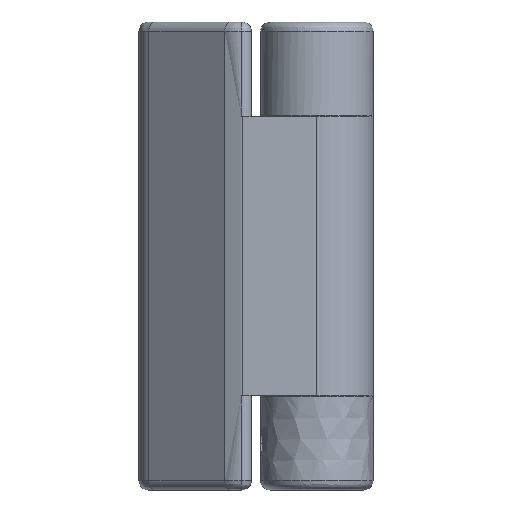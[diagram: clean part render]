
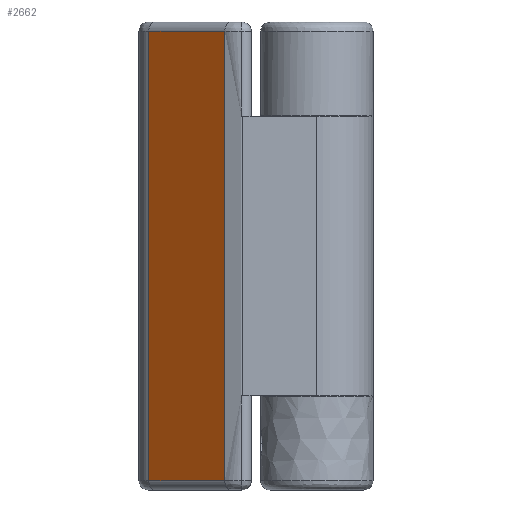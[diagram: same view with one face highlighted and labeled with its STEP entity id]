
A CAD part, front view. The second image highlights one B-rep face of the part: STEP entity #2662.
In plain terms, the highlighted free-form (B-spline) face has degree [1, 1] with [2, 2] control points.
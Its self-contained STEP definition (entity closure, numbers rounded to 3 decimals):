
#1687=CARTESIAN_POINT('',(-17.946,1.604,1.0));
#1688=VERTEX_POINT('',#1687);
#1748=CARTESIAN_POINT('',(-9.837,-5.288,1.0));
#1749=VERTEX_POINT('',#1748);
#1763=CARTESIAN_POINT('',(-17.946,1.604,1.0));
#1764=CARTESIAN_POINT('',(-9.837,-5.288,1.0));
#1765=QUASI_UNIFORM_CURVE('',1,(#1763,#1764),.UNSPECIFIED.,.F.,.U.);
#1766=EDGE_CURVE('',#1688,#1749,#1765,.T.);
#2022=CARTESIAN_POINT('',(-17.946,1.604,49.0));
#2023=VERTEX_POINT('',#2022);
#2083=CARTESIAN_POINT('',(-9.837,-5.288,49.0));
#2084=VERTEX_POINT('',#2083);
#2108=CARTESIAN_POINT('',(-9.837,-5.288,49.0));
#2109=CARTESIAN_POINT('',(-17.946,1.604,49.0));
#2110=QUASI_UNIFORM_CURVE('',1,(#2108,#2109),.UNSPECIFIED.,.F.,.U.);
#2111=EDGE_CURVE('',#2084,#2023,#2110,.T.);
#2638=CARTESIAN_POINT('',(-17.946,1.604,49.0));
#2639=CARTESIAN_POINT('',(-17.946,1.604,1.0));
#2640=QUASI_UNIFORM_CURVE('',1,(#2638,#2639),.UNSPECIFIED.,.F.,.U.);
#2641=EDGE_CURVE('',#2023,#1688,#2640,.T.);
#2647=CARTESIAN_POINT('',(-18.351,1.949,-1.398));
#2648=CARTESIAN_POINT('',(-9.432,-5.633,-1.398));
#2649=CARTESIAN_POINT('',(-18.351,1.949,51.398));
#2650=CARTESIAN_POINT('',(-9.432,-5.633,51.398));
#2651=B_SPLINE_SURFACE_WITH_KNOTS('',1,1,((#2647,#2649),(#2648,#2650)),.UNSPECIFIED.,.F.,.F.,.U.,(2,2),(2,2),(0.0,11.706),(0.0,52.795),.UNSPECIFIED.);
#2652=ORIENTED_EDGE('',*,*,#2641,.T.);
#2653=ORIENTED_EDGE('',*,*,#1766,.T.);
#2654=CARTESIAN_POINT('',(-9.837,-5.288,49.0));
#2655=CARTESIAN_POINT('',(-9.837,-5.288,1.0));
#2656=QUASI_UNIFORM_CURVE('',1,(#2654,#2655),.UNSPECIFIED.,.F.,.U.);
#2657=EDGE_CURVE('',#2084,#1749,#2656,.T.);
#2658=ORIENTED_EDGE('',*,*,#2657,.F.);
#2659=ORIENTED_EDGE('',*,*,#2111,.T.);
#2660=EDGE_LOOP('',(#2652,#2653,#2658,#2659));
#2661=FACE_OUTER_BOUND('',#2660,.T.);
#2662=ADVANCED_FACE('',(#2661),#2651,.T.);
